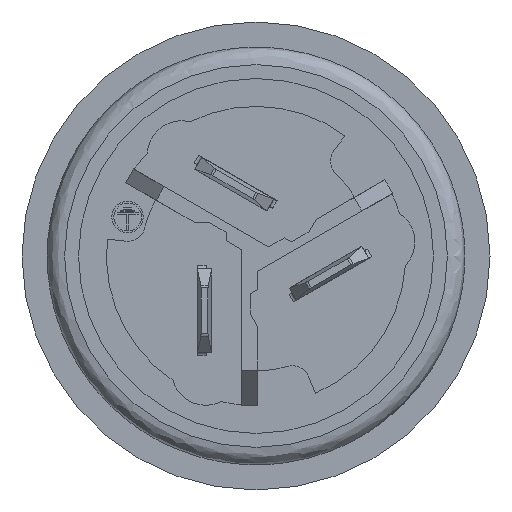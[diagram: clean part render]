
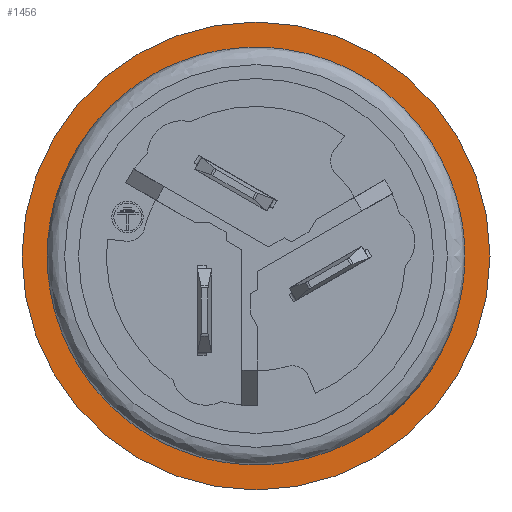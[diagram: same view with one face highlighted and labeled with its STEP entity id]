
A CAD part, front view. The second image highlights one B-rep face of the part: STEP entity #1456.
In plain terms, the highlighted planar face has unit normal (0, -1, 0).
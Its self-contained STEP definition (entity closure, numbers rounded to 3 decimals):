
#1152=FACE_BOUND('',#1906,.T.);
#1153=FACE_BOUND('',#1907,.T.);
#1280=CIRCLE('',#4599,13.45);
#1281=CIRCLE('',#4601,11.);
#1456=ADVANCED_FACE('',(#1152,#1153),#1565,.T.);
#1565=PLANE('',#4602);
#1906=EDGE_LOOP('',(#2780));
#1907=EDGE_LOOP('',(#2781));
#2780=ORIENTED_EDGE('',*,*,#3603,.T.);
#2781=ORIENTED_EDGE('',*,*,#3602,.T.);
#3145=VERTEX_POINT('',#7184);
#3146=VERTEX_POINT('',#7187);
#3602=EDGE_CURVE('',#3145,#3145,#1280,.T.);
#3603=EDGE_CURVE('',#3146,#3146,#1281,.T.);
#4599=AXIS2_PLACEMENT_3D('',#7183,#5427,#5428);
#4601=AXIS2_PLACEMENT_3D('',#7186,#5431,#5432);
#4602=AXIS2_PLACEMENT_3D('',#7188,#5433,#5434);
#5427=DIRECTION('',(0.,-1.,0.));
#5428=DIRECTION('',(1.,0.,0.));
#5431=DIRECTION('',(0.,1.,0.));
#5432=DIRECTION('',(1.,0.,0.));
#5433=DIRECTION('',(0.,-1.,0.));
#5434=DIRECTION('',(0.,0.,1.));
#7183=CARTESIAN_POINT('',(-99.203,-109.509,-28.685));
#7184=CARTESIAN_POINT('',(-85.753,-109.509,-28.685));
#7186=CARTESIAN_POINT('',(-99.203,-109.509,-28.685));
#7187=CARTESIAN_POINT('',(-88.203,-109.509,-28.685));
#7188=CARTESIAN_POINT('',(-84.408,-109.509,-43.48));
